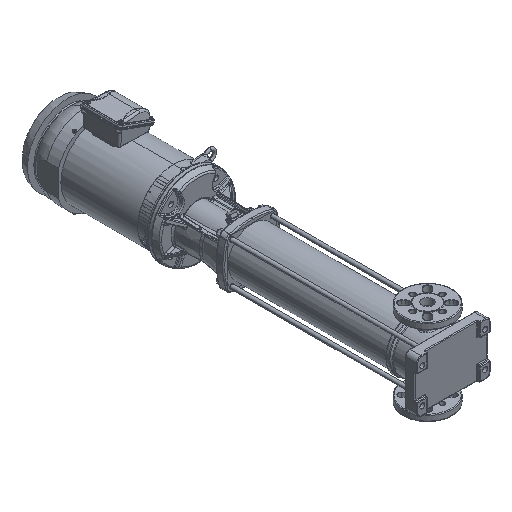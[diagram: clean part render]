
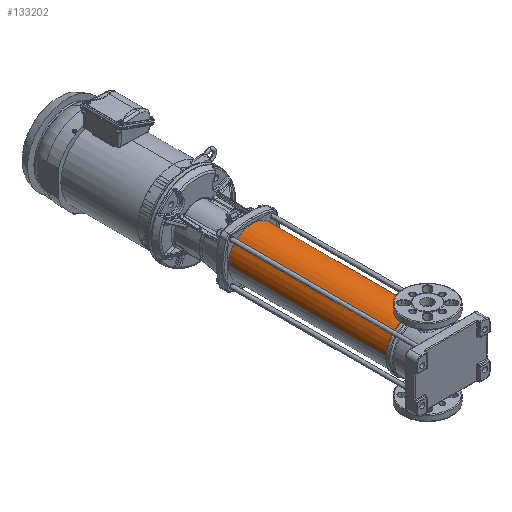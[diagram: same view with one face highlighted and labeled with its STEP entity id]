
A CAD part, isometric view. The second image highlights one B-rep face of the part: STEP entity #133202.
In plain terms, the highlighted cylindrical face has radius 68.75 mm (diameter 137.5 mm), a partial arc.
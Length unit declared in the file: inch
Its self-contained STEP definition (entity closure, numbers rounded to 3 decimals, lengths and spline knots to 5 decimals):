
#10409 = LINE ( 'NONE', #37125, #92453 ) ;
#11256 = FACE_OUTER_BOUND ( 'NONE', #42719, .T. ) ;
#12317 = ORIENTED_EDGE ( 'NONE', *, *, #170455, .F. ) ;
#29780 = CIRCLE ( 'NONE', #67900, 2.70669 ) ;
#33351 = LINE ( 'NONE', #75691, #110878 ) ;
#36957 = VERTEX_POINT ( 'NONE', #133066 ) ;
#37125 = CARTESIAN_POINT ( 'NONE',  ( 0., 1.54331, 2.70669 ) ) ;
#42719 = EDGE_LOOP ( 'NONE', ( #105935, #12317, #103585, #168884 ) ) ;
#48632 = EDGE_CURVE ( 'NONE', #98856, #124357, #173183, .T. ) ;
#54835 = DIRECTION ( 'NONE',  ( 0., 0., 1. ) ) ;
#66568 = DIRECTION ( 'NONE',  ( 0., 1., 0. ) ) ;
#66717 = DIRECTION ( 'NONE',  ( 0., 1., 0. ) ) ;
#67900 = AXIS2_PLACEMENT_3D ( 'NONE', #122968, #151473, #54835 ) ;
#75691 = CARTESIAN_POINT ( 'NONE',  ( 0., 1.54331, -2.70669 ) ) ;
#78386 = DIRECTION ( 'NONE',  ( 0., 1., 0. ) ) ;
#81179 = CYLINDRICAL_SURFACE ( 'NONE', #137836, 2.70669 ) ;
#92453 = VECTOR ( 'NONE', #66568, 39.37008 ) ;
#93820 = AXIS2_PLACEMENT_3D ( 'NONE', #161546, #66717, #162451 ) ;
#98856 = VERTEX_POINT ( 'NONE', #110934 ) ;
#103585 = ORIENTED_EDGE ( 'NONE', *, *, #147904, .T. ) ;
#105497 = EDGE_CURVE ( 'NONE', #157805, #98856, #33351, .T. ) ;
#105935 = ORIENTED_EDGE ( 'NONE', *, *, #105497, .F. ) ;
#110878 = VECTOR ( 'NONE', #78386, 39.37008 ) ;
#110934 = CARTESIAN_POINT ( 'NONE',  ( 0., 19.78346, -2.70669 ) ) ;
#122968 = CARTESIAN_POINT ( 'NONE',  ( 0., 1.85827, 0. ) ) ;
#124357 = VERTEX_POINT ( 'NONE', #155992 ) ;
#124474 = CARTESIAN_POINT ( 'NONE',  ( 0., 1.54331, 0. ) ) ;
#133066 = CARTESIAN_POINT ( 'NONE',  ( 0., 1.85827, 2.70669 ) ) ;
#133202 = ADVANCED_FACE ( 'NONE', ( #11256 ), #81179, .T. ) ;
#135550 = DIRECTION ( 'NONE',  ( 0., 1., 0. ) ) ;
#137836 = AXIS2_PLACEMENT_3D ( 'NONE', #124474, #135550, #179688 ) ;
#147904 = EDGE_CURVE ( 'NONE', #36957, #124357, #10409, .T. ) ;
#150983 = CARTESIAN_POINT ( 'NONE',  ( 0., 1.85827, -2.70669 ) ) ;
#151473 = DIRECTION ( 'NONE',  ( 0., -1., 0. ) ) ;
#155992 = CARTESIAN_POINT ( 'NONE',  ( 0., 19.78346, 2.70669 ) ) ;
#157805 = VERTEX_POINT ( 'NONE', #150983 ) ;
#161546 = CARTESIAN_POINT ( 'NONE',  ( 0., 19.78346, 0. ) ) ;
#162451 = DIRECTION ( 'NONE',  ( 0., 0., -1. ) ) ;
#168884 = ORIENTED_EDGE ( 'NONE', *, *, #48632, .F. ) ;
#170455 = EDGE_CURVE ( 'NONE', #36957, #157805, #29780, .T. ) ;
#173183 = CIRCLE ( 'NONE', #93820, 2.70669 ) ;
#179688 = DIRECTION ( 'NONE',  ( 0., 0., 1. ) ) ;
